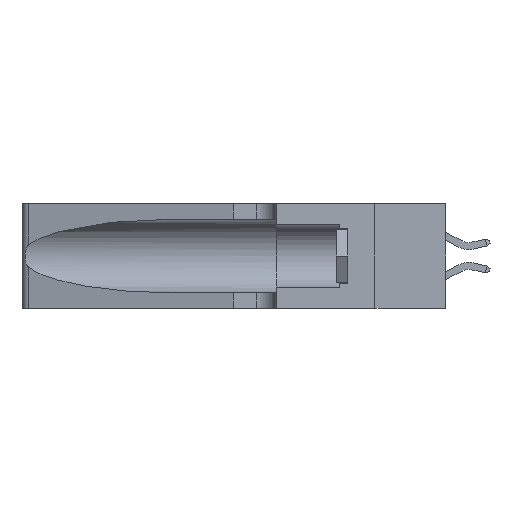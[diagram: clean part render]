
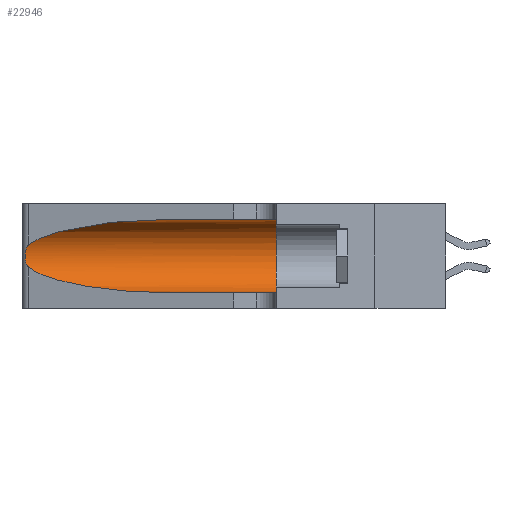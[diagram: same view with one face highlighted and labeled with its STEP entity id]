
A CAD part, left-side view. The second image highlights one B-rep face of the part: STEP entity #22946.
In plain terms, the highlighted cylindrical face has radius 3.308 mm (diameter 6.617 mm), a partial arc.
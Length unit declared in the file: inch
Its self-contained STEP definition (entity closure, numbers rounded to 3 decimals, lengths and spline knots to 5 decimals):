
#254 = ORIENTED_EDGE ( 'NONE', *, *, #1800, .F. ) ;
#482 = CARTESIAN_POINT ( 'NONE',  ( 0.1305, 0.35, 0.31525 ) ) ;
#632 = VERTEX_POINT ( 'NONE', #1899 ) ;
#1242 = CARTESIAN_POINT ( 'NONE',  ( 0.2373, 1.15595, 0.08982 ) ) ;
#1763 = CARTESIAN_POINT ( 'NONE',  ( 0.25856, 1.23593, 0.16098 ) ) ;
#1800 = EDGE_CURVE ( 'NONE', #3760, #6642, #24468, .T. ) ;
#1899 = CARTESIAN_POINT ( 'NONE',  ( 0.1305, 0.35, 0.05475 ) ) ;
#2662 = CARTESIAN_POINT ( 'NONE',  ( 0.1305, 0.35, 0.185 ) ) ;
#3146 = ORIENTED_EDGE ( 'NONE', *, *, #7047, .T. ) ;
#3312 = CARTESIAN_POINT ( 'NONE',  ( 0.1305, 0.72297, 0.31525 ) ) ;
#3512 =( BOUNDED_CURVE ( )  B_SPLINE_CURVE ( 3, ( #8058, #1242, #10300, #24369 ),
 .UNSPECIFIED., .F., .T. ) 
 B_SPLINE_CURVE_WITH_KNOTS ( ( 4, 4 ),
 ( 3.44316, 4.71239 ),
 .UNSPECIFIED. ) 
 CURVE ( )  GEOMETRIC_REPRESENTATION_ITEM ( )  RATIONAL_B_SPLINE_CURVE ( ( 1., 0.87, 0.87, 1. ) ) 
 REPRESENTATION_ITEM ( '' )  );
#3760 = VERTEX_POINT ( 'NONE', #3312 ) ;
#3937 = FACE_OUTER_BOUND ( 'NONE', #6813, .T. ) ;
#5725 = LINE ( 'NONE', #26156, #9009 ) ;
#6538 = CARTESIAN_POINT ( 'NONE',  ( 0.26075, 1.23896, 0.178 ) ) ;
#6642 = VERTEX_POINT ( 'NONE', #482 ) ;
#6813 = EDGE_LOOP ( 'NONE', ( #3146, #17535, #18134, #8619, #14090, #254 ) ) ;
#7047 = EDGE_CURVE ( 'NONE', #3760, #25262, #13038, .T. ) ;
#7542 = EDGE_CURVE ( 'NONE', #18173, #24855, #3512, .T. ) ;
#8058 = CARTESIAN_POINT ( 'NONE',  ( 0.25487, 1.22718, 0.14631 ) ) ;
#8619 = ORIENTED_EDGE ( 'NONE', *, *, #17226, .T. ) ;
#8695 = DIRECTION ( 'NONE',  ( 0., -1., 0. ) ) ;
#9009 = VECTOR ( 'NONE', #19211, 39.37008 ) ;
#9182 = CARTESIAN_POINT ( 'NONE',  ( 0.25487, 1.22718, 0.14631 ) ) ;
#9381 = DIRECTION ( 'NONE',  ( 0., 1., 0. ) ) ;
#9852 = B_SPLINE_CURVE_WITH_KNOTS ( 'NONE', 3,
 ( #24593, #24878, #13288, #23155, #11342, #25476, #29750, #6538, #25075, #1763, #22742, #16108, #18467, #9182 ),
 .UNSPECIFIED., .F., .F.,
 ( 4, 2, 2, 2, 2, 2, 4 ),
 ( 0., 0.00027, 0.00053, 0.00107, 0.0016, 0.00187, 0.00214 ),
 .UNSPECIFIED. ) ;
#10300 = CARTESIAN_POINT ( 'NONE',  ( 0.18966, 0.96281, 0.05475 ) ) ;
#11342 = CARTESIAN_POINT ( 'NONE',  ( 0.25854, 1.2359, 0.20912 ) ) ;
#11824 = DIRECTION ( 'NONE',  ( 0., 0., 1. ) ) ;
#11916 = EDGE_CURVE ( 'NONE', #6642, #632, #27938, .T. ) ;
#13038 =( BOUNDED_CURVE ( )  B_SPLINE_CURVE ( 3, ( #19876, #13195, #29276, #15343 ),
 .UNSPECIFIED., .F., .F. ) 
 B_SPLINE_CURVE_WITH_KNOTS ( ( 4, 4 ),
 ( 1.5708, 2.84003 ),
 .UNSPECIFIED. ) 
 CURVE ( )  GEOMETRIC_REPRESENTATION_ITEM ( )  RATIONAL_B_SPLINE_CURVE ( ( 1., 0.87, 0.87, 1. ) ) 
 REPRESENTATION_ITEM ( '' )  );
#13195 = CARTESIAN_POINT ( 'NONE',  ( 0.18966, 0.96281, 0.31525 ) ) ;
#13288 = CARTESIAN_POINT ( 'NONE',  ( 0.25639, 1.23184, 0.21858 ) ) ;
#13293 = CARTESIAN_POINT ( 'NONE',  ( 0.1305, 1.61858, 0.185 ) ) ;
#13600 = DIRECTION ( 'NONE',  ( 0., 0., -1. ) ) ;
#14090 = ORIENTED_EDGE ( 'NONE', *, *, #11916, .F. ) ;
#14290 = AXIS2_PLACEMENT_3D ( 'NONE', #13293, #8695, #13600 ) ;
#15343 = CARTESIAN_POINT ( 'NONE',  ( 0.25487, 1.22718, 0.22369 ) ) ;
#16108 = CARTESIAN_POINT ( 'NONE',  ( 0.25639, 1.23186, 0.15144 ) ) ;
#16336 = EDGE_CURVE ( 'NONE', #25262, #18173, #9852, .T. ) ;
#16934 = CARTESIAN_POINT ( 'NONE',  ( 0.25487, 1.22718, 0.22369 ) ) ;
#17226 = EDGE_CURVE ( 'NONE', #24855, #632, #5725, .T. ) ;
#17535 = ORIENTED_EDGE ( 'NONE', *, *, #16336, .T. ) ;
#18134 = ORIENTED_EDGE ( 'NONE', *, *, #7542, .T. ) ;
#18173 = VERTEX_POINT ( 'NONE', #18214 ) ;
#18214 = CARTESIAN_POINT ( 'NONE',  ( 0.25487, 1.22718, 0.14631 ) ) ;
#18467 = CARTESIAN_POINT ( 'NONE',  ( 0.25555, 1.22993, 0.14849 ) ) ;
#18765 = DIRECTION ( 'NONE',  ( 0., -1., 0. ) ) ;
#19211 = DIRECTION ( 'NONE',  ( 0., -1., 0. ) ) ;
#19584 = CARTESIAN_POINT ( 'NONE',  ( 0.1305, 0.72297, 0.05475 ) ) ;
#19876 = CARTESIAN_POINT ( 'NONE',  ( 0.1305, 0.72297, 0.31525 ) ) ;
#22742 = CARTESIAN_POINT ( 'NONE',  ( 0.25789, 1.23486, 0.15765 ) ) ;
#22946 = ADVANCED_FACE ( 'NONE', ( #3937 ), #25774, .F. ) ;
#23155 = CARTESIAN_POINT ( 'NONE',  ( 0.25787, 1.23484, 0.2124 ) ) ;
#23264 = CARTESIAN_POINT ( 'NONE',  ( 0.1305, 1.61858, 0.31525 ) ) ;
#23385 = VECTOR ( 'NONE', #18765, 39.37008 ) ;
#24369 = CARTESIAN_POINT ( 'NONE',  ( 0.1305, 0.72297, 0.05475 ) ) ;
#24468 = LINE ( 'NONE', #23264, #23385 ) ;
#24593 = CARTESIAN_POINT ( 'NONE',  ( 0.25487, 1.22718, 0.22369 ) ) ;
#24855 = VERTEX_POINT ( 'NONE', #19584 ) ;
#24878 = CARTESIAN_POINT ( 'NONE',  ( 0.25555, 1.22994, 0.2215 ) ) ;
#25075 = CARTESIAN_POINT ( 'NONE',  ( 0.26017, 1.23833, 0.17102 ) ) ;
#25262 = VERTEX_POINT ( 'NONE', #16934 ) ;
#25476 = CARTESIAN_POINT ( 'NONE',  ( 0.26018, 1.23835, 0.19895 ) ) ;
#25774 = CYLINDRICAL_SURFACE ( 'NONE', #14290, 0.13025 ) ;
#26156 = CARTESIAN_POINT ( 'NONE',  ( 0.1305, 1.61858, 0.05475 ) ) ;
#26572 = AXIS2_PLACEMENT_3D ( 'NONE', #2662, #9381, #11824 ) ;
#27938 = CIRCLE ( 'NONE', #26572, 0.13025 ) ;
#29276 = CARTESIAN_POINT ( 'NONE',  ( 0.2373, 1.15595, 0.28018 ) ) ;
#29750 = CARTESIAN_POINT ( 'NONE',  ( 0.26075, 1.23896, 0.19203 ) ) ;
